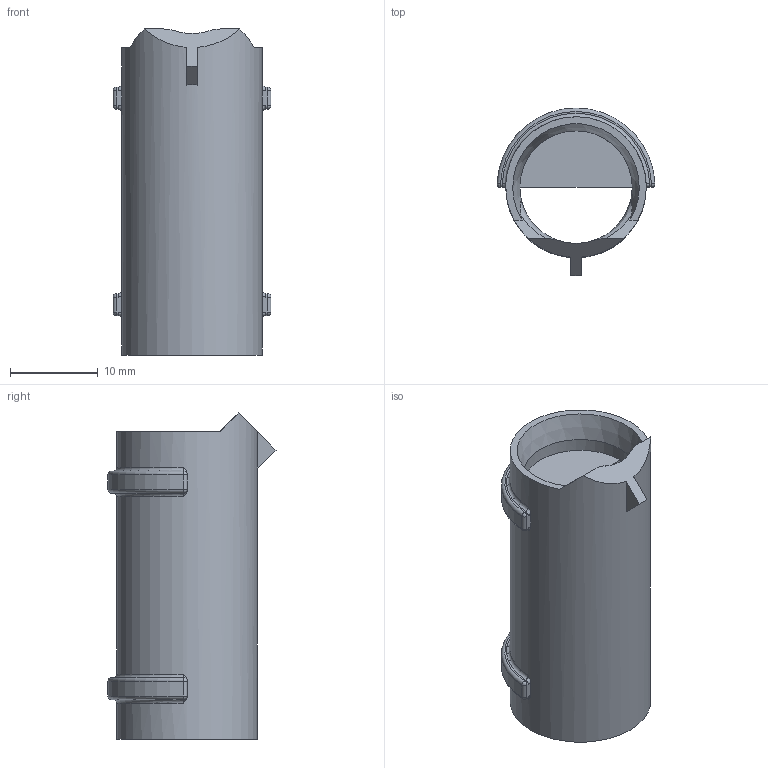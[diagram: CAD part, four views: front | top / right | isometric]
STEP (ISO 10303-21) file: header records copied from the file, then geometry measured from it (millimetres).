
FILE_DESCRIPTION(/* description */ (''),/* implementation_level */ '2;1');
FILE_NAME(/* name */ 'intake connector 0deg.step',/* time_stamp */ '2023-01-26T01:49:12+08:00',/* author */ (''),/* organization */ (''),/* preprocessor_version */ 'ST-DEVELOPER v19.2',/* originating_system */ 'Autodesk Translation Framework v11.17.0.187',/* authorisation */ '');
FILE_SCHEMA (('AUTOMOTIVE_DESIGN { 1 0 10303 214 3 1 1 }'));
Length unit declared in the file: millimetre
Products named in the file (1): intake connector 0deg
Bounding box: 17.98 x 19.12 x 37.12 mm (x, y, z)
Volume: 2937.3 mm3; surface area: 3640.8 mm2
Topology: 1 solids, 1 shells, 66 faces, 154 edges, 89 vertices
Faces by surface type: plane 22, cylinder 16, bspline 10, sphere 8, torus 8, cone 2
Full cylindrical faces by diameter (mm): 12.8 x1, 16 x1
Entity records: 2359 total; most frequent: CARTESIAN_POINT 856, DIRECTION 312, ORIENTED_EDGE 308, EDGE_CURVE 154, AXIS2_PLACEMENT_3D 129, VERTEX_POINT 89, EDGE_LOOP 67, FACE_OUTER_BOUND 66
